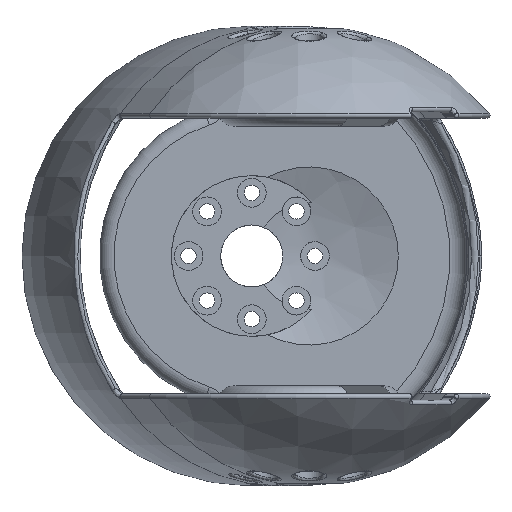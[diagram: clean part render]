
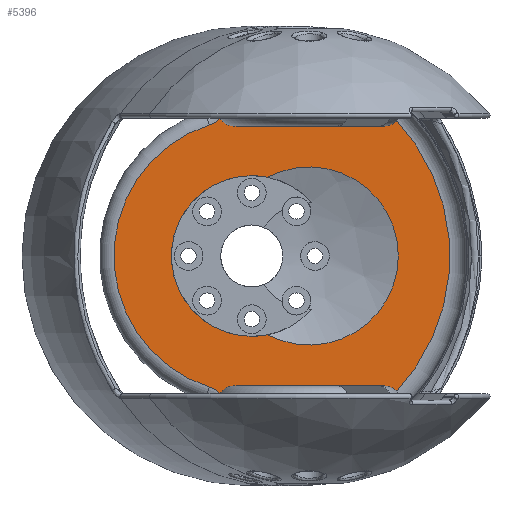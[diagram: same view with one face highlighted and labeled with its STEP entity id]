
A CAD part, left-side view. The second image highlights one B-rep face of the part: STEP entity #5396.
In plain terms, the highlighted planar face has unit normal (-1, 0, 0).
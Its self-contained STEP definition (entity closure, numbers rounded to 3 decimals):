
#53=PLANE('',#6026);
#231=FACE_BOUND('',#1181,.T.);
#728=FACE_OUTER_BOUND('',#1180,.T.);
#1180=EDGE_LOOP('',(#4368,#4369,#4370,#4371));
#1181=EDGE_LOOP('',(#4372,#4373));
#1803=CIRCLE('',#5599,34.5);
#1847=CIRCLE('',#5650,14.);
#1848=CIRCLE('',#5652,5.75);
#2083=CIRCLE('',#6027,5.75);
#2084=CIRCLE('',#6028,24.);
#2085=CIRCLE('',#6029,15.51);
#2201=VERTEX_POINT('',#7843);
#2202=VERTEX_POINT('',#7844);
#2290=VERTEX_POINT('',#11891);
#2291=VERTEX_POINT('',#11900);
#2294=VERTEX_POINT('',#11939);
#2681=VERTEX_POINT('',#19107);
#2747=EDGE_CURVE('',#2201,#2202,#1803,.T.);
#2836=EDGE_CURVE('',#2291,#2290,#1847,.T.);
#2840=EDGE_CURVE('',#2202,#2294,#1848,.T.);
#3358=EDGE_CURVE('',#2681,#2201,#2083,.T.);
#3359=EDGE_CURVE('',#2294,#2681,#2084,.T.);
#3360=EDGE_CURVE('',#2290,#2291,#2085,.T.);
#4368=ORIENTED_EDGE('',*,*,#3358,.F.);
#4369=ORIENTED_EDGE('',*,*,#3359,.F.);
#4370=ORIENTED_EDGE('',*,*,#2840,.F.);
#4371=ORIENTED_EDGE('',*,*,#2747,.F.);
#4372=ORIENTED_EDGE('',*,*,#3360,.T.);
#4373=ORIENTED_EDGE('',*,*,#2836,.T.);
#5396=ADVANCED_FACE('',(#728,#231),#53,.T.);
#5599=AXIS2_PLACEMENT_3D('',#7845,#6298,#6299);
#5650=AXIS2_PLACEMENT_3D('',#11901,#6400,#6401);
#5652=AXIS2_PLACEMENT_3D('',#11940,#6404,#6405);
#6026=AXIS2_PLACEMENT_3D('',#19106,#7306,#7307);
#6027=AXIS2_PLACEMENT_3D('',#19108,#7308,#7309);
#6028=AXIS2_PLACEMENT_3D('',#19109,#7310,#7311);
#6029=AXIS2_PLACEMENT_3D('',#19110,#7312,#7313);
#6298=DIRECTION('center_axis',(1.,0.,0.));
#6299=DIRECTION('ref_axis',(0.,0.,-1.));
#6400=DIRECTION('center_axis',(1.,0.,0.));
#6401=DIRECTION('ref_axis',(0.,0.,-1.));
#6404=DIRECTION('center_axis',(-1.,0.,0.));
#6405=DIRECTION('ref_axis',(0.,0.,-1.));
#7306=DIRECTION('center_axis',(-1.,0.,0.));
#7307=DIRECTION('ref_axis',(0.,0.,-1.));
#7308=DIRECTION('center_axis',(-1.,0.,0.));
#7309=DIRECTION('ref_axis',(0.,0.,-1.));
#7310=DIRECTION('center_axis',(1.,0.,0.));
#7311=DIRECTION('ref_axis',(0.,0.,-1.));
#7312=DIRECTION('center_axis',(1.,0.,0.));
#7313=DIRECTION('ref_axis',(0.,0.,-1.));
#7843=CARTESIAN_POINT('',(-160.5,7.292,33.721));
#7844=CARTESIAN_POINT('',(-160.5,7.292,-33.721));
#7845=CARTESIAN_POINT('Origin',(-160.5,0.,0.));
#11891=CARTESIAN_POINT('',(-160.5,-2.773,13.723));
#11900=CARTESIAN_POINT('',(-160.5,-2.773,-13.723));
#11901=CARTESIAN_POINT('Origin',(-160.5,0.,0.));
#11939=CARTESIAN_POINT('',(-160.5,7.416,-22.825));
#11940=CARTESIAN_POINT('Origin',(-160.5,9.193,-28.294));
#19106=CARTESIAN_POINT('Origin',(-160.5,0.,0.));
#19107=CARTESIAN_POINT('',(-160.5,7.416,22.825));
#19108=CARTESIAN_POINT('Origin',(-160.5,9.193,28.294));
#19109=CARTESIAN_POINT('Origin',(-160.5,0.,0.));
#19110=CARTESIAN_POINT('Origin',(-160.5,-10.001,0.));
